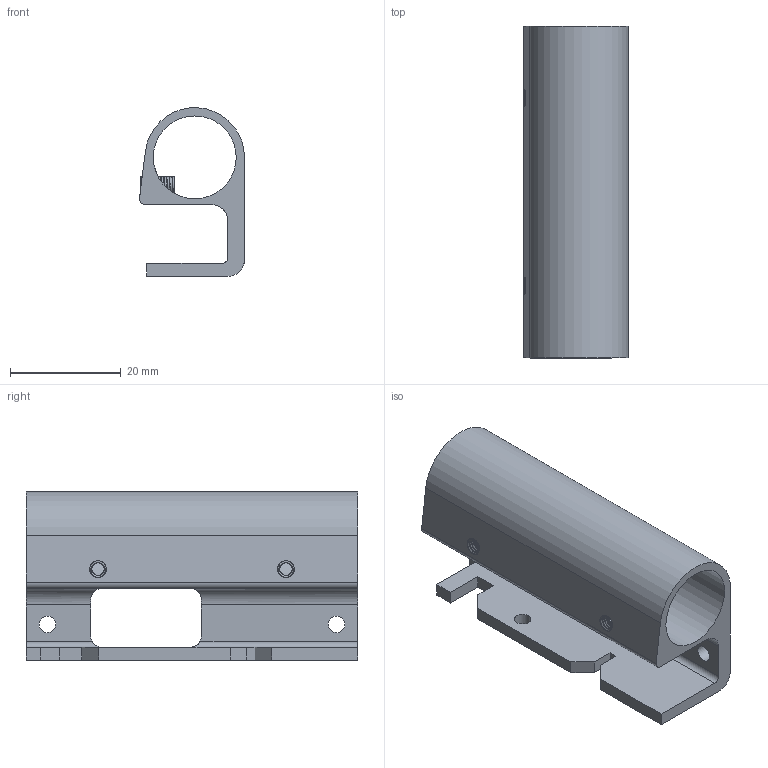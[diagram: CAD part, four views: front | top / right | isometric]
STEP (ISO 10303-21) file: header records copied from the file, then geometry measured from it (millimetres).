
FILE_DESCRIPTION(/* description */ (''),/* implementation_level */ '2;1');
FILE_NAME(/* name */ 'Right carriage y.stp',/* time_stamp */ '2020-11-19T20:27:11+03:00',/* author */ ('Max'),/* organization */ (''),/* preprocessor_version */ 'ST-DEVELOPER v16.5',/* originating_system */ 'Autodesk Inventor 2017',/* authorisation */ '');
FILE_SCHEMA (('AUTOMOTIVE_DESIGN { 1 0 10303 214 3 1 1 }'));
Length unit declared in the file: millimetre
Products named in the file (1): лЕВАЯ  \X2\041A0410042004150422041A
  Y
Bounding box: 19 x 60 x 30.48 mm (x, y, z)
Volume: 9947.4 mm3; surface area: 10259.7 mm2
Topology: 3 solids, 3 shells, 63 faces, 197 edges, 153 vertices
Faces by surface type: plane 29, cylinder 22, bspline 12
Full cylindrical faces by diameter (mm): 3 x8, 15 x1
Entity records: 8116 total; most frequent: CARTESIAN_POINT 6425, ORIENTED_EDGE 336, DIRECTION 289, EDGE_CURVE 168, VERTEX_POINT 118, LINE 97, VECTOR 97, AXIS2_PLACEMENT_3D 96
